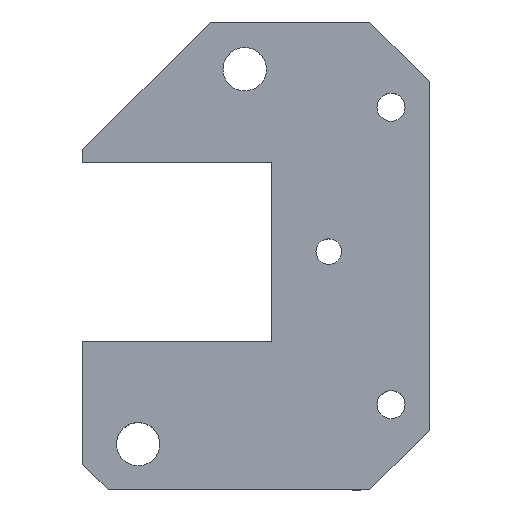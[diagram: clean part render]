
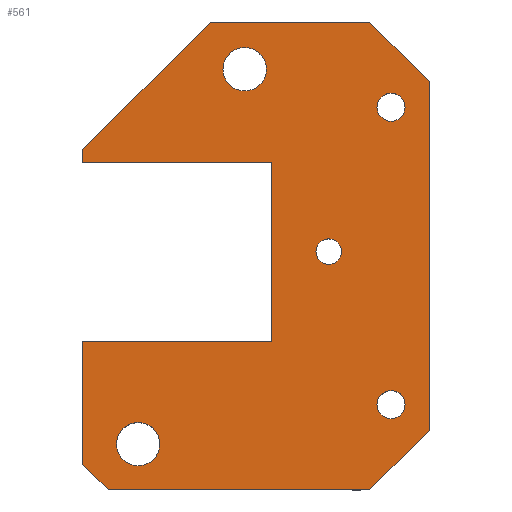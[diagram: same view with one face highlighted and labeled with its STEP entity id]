
A CAD part, top view. The second image highlights one B-rep face of the part: STEP entity #561.
In plain terms, the highlighted planar face has unit normal (0, 0, 1).
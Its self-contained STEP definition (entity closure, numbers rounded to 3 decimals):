
#20=FACE_BOUND('',#91,.T.);
#21=FACE_BOUND('',#92,.T.);
#22=FACE_BOUND('',#93,.T.);
#23=FACE_BOUND('',#94,.T.);
#24=FACE_BOUND('',#95,.T.);
#32=PLANE('',#610);
#56=FACE_OUTER_BOUND('',#90,.T.);
#90=EDGE_LOOP('',(#421,#422,#423,#424,#425,#426,#427,#428,#429,#430,#431,
#432));
#91=EDGE_LOOP('',(#433));
#92=EDGE_LOOP('',(#434));
#93=EDGE_LOOP('',(#435));
#94=EDGE_LOOP('',(#436));
#95=EDGE_LOOP('',(#437));
#129=LINE('',#822,#189);
#146=LINE('',#860,#206);
#147=LINE('',#862,#207);
#148=LINE('',#864,#208);
#149=LINE('',#866,#209);
#150=LINE('',#868,#210);
#151=LINE('',#870,#211);
#152=LINE('',#872,#212);
#153=LINE('',#874,#213);
#154=LINE('',#876,#214);
#155=LINE('',#878,#215);
#156=LINE('',#879,#216);
#189=VECTOR('',#663,10.);
#206=VECTOR('',#688,10.);
#207=VECTOR('',#689,10.);
#208=VECTOR('',#690,10.);
#209=VECTOR('',#691,10.);
#210=VECTOR('',#692,10.);
#211=VECTOR('',#693,1000.);
#212=VECTOR('',#694,10.);
#213=VECTOR('',#695,10.);
#214=VECTOR('',#696,10.);
#215=VECTOR('',#697,10.);
#216=VECTOR('',#698,10.);
#248=CIRCLE('',#604,1.5);
#252=CIRCLE('',#611,1.65);
#253=CIRCLE('',#612,1.65);
#254=CIRCLE('',#613,2.55);
#255=CIRCLE('',#614,2.55);
#266=VERTEX_POINT('',#814);
#268=VERTEX_POINT('',#820);
#269=VERTEX_POINT('',#821);
#286=VERTEX_POINT('',#859);
#287=VERTEX_POINT('',#861);
#288=VERTEX_POINT('',#863);
#289=VERTEX_POINT('',#865);
#290=VERTEX_POINT('',#867);
#291=VERTEX_POINT('',#869);
#292=VERTEX_POINT('',#871);
#293=VERTEX_POINT('',#873);
#294=VERTEX_POINT('',#875);
#295=VERTEX_POINT('',#877);
#296=VERTEX_POINT('',#880);
#297=VERTEX_POINT('',#882);
#298=VERTEX_POINT('',#884);
#299=VERTEX_POINT('',#886);
#318=EDGE_CURVE('',#266,#266,#248,.T.);
#321=EDGE_CURVE('',#268,#269,#129,.T.);
#340=EDGE_CURVE('',#269,#286,#146,.T.);
#341=EDGE_CURVE('',#286,#287,#147,.T.);
#342=EDGE_CURVE('',#287,#288,#148,.T.);
#343=EDGE_CURVE('',#289,#288,#149,.T.);
#344=EDGE_CURVE('',#289,#290,#150,.T.);
#345=EDGE_CURVE('',#290,#291,#151,.T.);
#346=EDGE_CURVE('',#291,#292,#152,.T.);
#347=EDGE_CURVE('',#293,#292,#153,.T.);
#348=EDGE_CURVE('',#294,#293,#154,.T.);
#349=EDGE_CURVE('',#294,#295,#155,.T.);
#350=EDGE_CURVE('',#295,#268,#156,.T.);
#351=EDGE_CURVE('',#296,#296,#252,.T.);
#352=EDGE_CURVE('',#297,#297,#253,.T.);
#353=EDGE_CURVE('',#298,#298,#254,.T.);
#354=EDGE_CURVE('',#299,#299,#255,.T.);
#421=ORIENTED_EDGE('',*,*,#340,.T.);
#422=ORIENTED_EDGE('',*,*,#341,.T.);
#423=ORIENTED_EDGE('',*,*,#342,.T.);
#424=ORIENTED_EDGE('',*,*,#343,.F.);
#425=ORIENTED_EDGE('',*,*,#344,.T.);
#426=ORIENTED_EDGE('',*,*,#345,.T.);
#427=ORIENTED_EDGE('',*,*,#346,.T.);
#428=ORIENTED_EDGE('',*,*,#347,.F.);
#429=ORIENTED_EDGE('',*,*,#348,.F.);
#430=ORIENTED_EDGE('',*,*,#349,.T.);
#431=ORIENTED_EDGE('',*,*,#350,.T.);
#432=ORIENTED_EDGE('',*,*,#321,.T.);
#433=ORIENTED_EDGE('',*,*,#318,.T.);
#434=ORIENTED_EDGE('',*,*,#351,.T.);
#435=ORIENTED_EDGE('',*,*,#352,.T.);
#436=ORIENTED_EDGE('',*,*,#353,.F.);
#437=ORIENTED_EDGE('',*,*,#354,.T.);
#561=ADVANCED_FACE('',(#56,#20,#21,#22,#23,#24),#32,.T.);
#604=AXIS2_PLACEMENT_3D('',#815,#656,#657);
#610=AXIS2_PLACEMENT_3D('',#858,#686,#687);
#611=AXIS2_PLACEMENT_3D('',#881,#699,#700);
#612=AXIS2_PLACEMENT_3D('',#883,#701,#702);
#613=AXIS2_PLACEMENT_3D('',#885,#703,#704);
#614=AXIS2_PLACEMENT_3D('',#887,#705,#706);
#656=DIRECTION('center_axis',(0.,0.,
-1.));
#657=DIRECTION('ref_axis',(-1.,0.,0.));
#663=DIRECTION('',(0.,-1.,0.));
#686=DIRECTION('center_axis',(0.,0.,
1.));
#687=DIRECTION('ref_axis',(0.,-1.,0.));
#688=DIRECTION('',(-1.,0.,0.));
#689=DIRECTION('',(0.,-1.,0.));
#690=DIRECTION('',(0.707,-0.707,0.));
#691=DIRECTION('',(-1.,0.,0.));
#692=DIRECTION('',(0.707,0.707,0.));
#693=DIRECTION('',(0.,1.,0.));
#694=DIRECTION('',(-0.707,0.707,0.));
#695=DIRECTION('',(1.,0.,0.));
#696=DIRECTION('',(0.707,0.707,0.));
#697=DIRECTION('',(0.,-1.,0.));
#698=DIRECTION('',(1.,0.,0.));
#699=DIRECTION('center_axis',(0.,0.,
-1.));
#700=DIRECTION('ref_axis',(-1.,0.,0.));
#701=DIRECTION('center_axis',(0.,0.,
-1.));
#702=DIRECTION('ref_axis',(-1.,0.,0.));
#703=DIRECTION('center_axis',(0.,0.,
1.));
#704=DIRECTION('ref_axis',(-1.,0.,0.));
#705=DIRECTION('center_axis',(0.,0.,
-1.));
#706=DIRECTION('ref_axis',(-1.,0.,0.));
#814=CARTESIAN_POINT('',(159.67,19.5,-31.563));
#815=CARTESIAN_POINT('Origin',(158.17,19.5,-31.563));
#820=CARTESIAN_POINT('',(151.5,30.,-31.563));
#821=CARTESIAN_POINT('',(151.5,9.,-31.563));
#822=CARTESIAN_POINT('',(151.5,7.025,-31.563));
#858=CARTESIAN_POINT('Origin',(159.982,4.55,-31.563));
#859=CARTESIAN_POINT('',(129.282,9.,-31.563));
#860=CARTESIAN_POINT('',(152.491,9.,-31.563));
#861=CARTESIAN_POINT('',(129.282,-5.45,-31.563));
#862=CARTESIAN_POINT('',(129.282,34.45,-31.563));
#863=CARTESIAN_POINT('',(132.282,-8.45,-31.563));
#864=CARTESIAN_POINT('',(135.207,-11.375,-31.563));
#865=CARTESIAN_POINT('',(162.982,-8.45,-31.563));
#866=CARTESIAN_POINT('',(155.132,-8.45,-31.563));
#867=CARTESIAN_POINT('',(169.982,-1.45,-31.563));
#868=CARTESIAN_POINT('',(167.232,-4.2,-31.563));
#869=CARTESIAN_POINT('',(169.982,39.45,-31.563));
#870=CARTESIAN_POINT('',(169.982,19.5,-31.563));
#871=CARTESIAN_POINT('',(162.982,46.45,-31.563));
#872=CARTESIAN_POINT('',(174.457,34.975,-31.563));
#873=CARTESIAN_POINT('',(144.282,46.45,-31.563));
#874=CARTESIAN_POINT('',(169.682,46.45,-31.563));
#875=CARTESIAN_POINT('',(129.282,31.45,-31.563));
#876=CARTESIAN_POINT('',(133.982,36.15,-31.563));
#877=CARTESIAN_POINT('',(129.282,30.,-31.563));
#878=CARTESIAN_POINT('',(129.282,29.5,-31.563));
#879=CARTESIAN_POINT('',(152.491,30.,-31.563));
#880=CARTESIAN_POINT('',(167.132,36.45,-31.563));
#881=CARTESIAN_POINT('Origin',(165.482,36.45,-31.563));
#882=CARTESIAN_POINT('',(167.132,1.55,-31.563));
#883=CARTESIAN_POINT('Origin',(165.482,1.55,-31.563));
#884=CARTESIAN_POINT('',(138.35,-3.094,-31.562));
#885=CARTESIAN_POINT('Origin',(135.8,-3.094,-31.562));
#886=CARTESIAN_POINT('',(150.85,40.906,-31.563));
#887=CARTESIAN_POINT('Origin',(148.3,40.906,-31.563));
